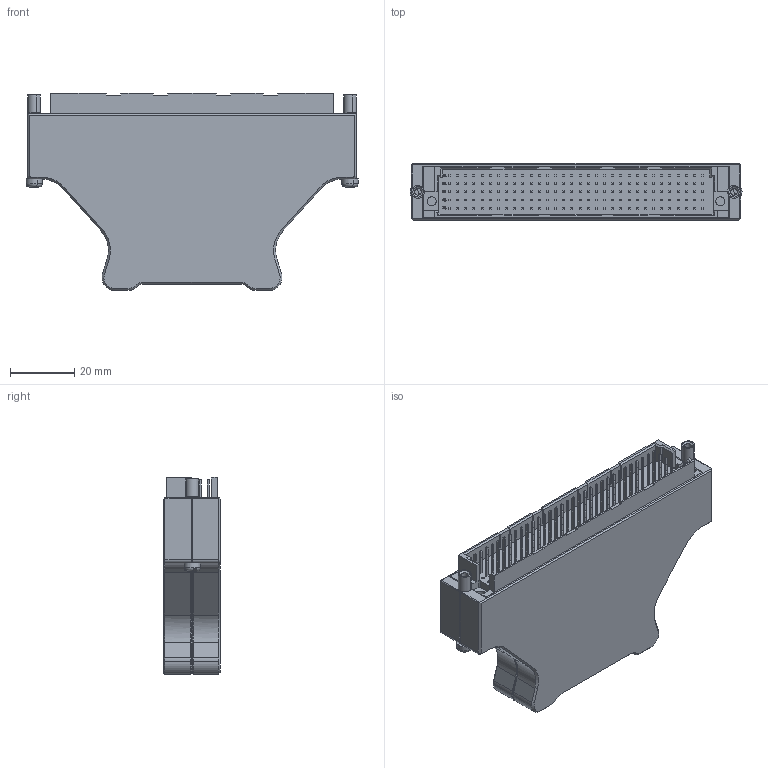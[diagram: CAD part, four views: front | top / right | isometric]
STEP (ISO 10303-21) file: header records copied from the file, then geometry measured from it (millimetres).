
FILE_DESCRIPTION (( 'STEP AP214' ), '1' );
FILE_NAME ('40-970-160-0.5m-MM BASIC ASSY. S20.STEP', '2021-04-21T10:49:40', ( '' ), ( '' ), 'SwSTEP 2.0', 'SolidWorks 2019', '' );
FILE_SCHEMA (( 'AUTOMOTIVE_DESIGN' ));
Length unit declared in the file: millimetre
Products named in the file (10): C-FX-227 M2.5 Metal Soldered Tag; C-FX-787 Screw, M2.5 x 4, Socket Hd Cap Screw, A2 St Steel_c-fx-787 screw, M2.5 x 4, socket hd cap screw, a2 st steel; P-CBK-0054-A_Bottom; C-CN-816 ERNI 160  Connector ; P-SCL-0018 28.7mm F M2.5 Screwlock; C-FX-137 M3 Shakeproof Washer; 40-970-160-0.5m-MM BASIC ASSY. S20; C-FX-572 Breakout Box Clamp-34mm; C-FX-587 Screw, M2.5 x 12, Socket Hd Cap Screw, A2 St Steel_C-FX-587 M2.5x12mm ; P-CBK-0054-B_Top
Assembly tree (15 placements, depth 2):
  40-970-160-0.5m-MM BASIC ASSY. S20
    P-CBK-0054-A_Bottom
    P-CBK-0054-B_Top
    C-CN-816 ERNI 160  Connector 
    P-SCL-0018 28.7mm F M2.5 Screwlock  x2
    C-FX-572 Breakout Box Clamp-34mm
    C-FX-587 Screw, M2.5 x 12, Socket Hd Cap Screw, A2 St Steel_C-FX-587 M2.5x12mm   x6
    C-FX-787 Screw, M2.5 x 4, Socket Hd Cap Screw, A2 St Steel_c-fx-787 screw, M2.5 x 4, socket hd cap screw, a2 st steel
    C-FX-227 M2.5 Metal Soldered Tag
    C-FX-137 M3 Shakeproof Washer
Bounding box: 103.3 x 17.65 x 61.3 mm (x, y, z)
Volume: 40310.9 mm3; surface area: 36616.3 mm2
Topology: 15 solids, 15 shells, 5179 faces, 11793 edges, 7046 vertices
Faces by surface type: plane 4265, cylinder 643, bspline 132, cone 100, torus 39
Entity records: 146499 total; most frequent: CARTESIAN_POINT 31375, ORIENTED_EDGE 22938, DIRECTION 22632, EDGE_CURVE 11469, LINE 9522, VECTOR 9522, VERTEX_POINT 6852, AXIS2_PLACEMENT_3D 6555
